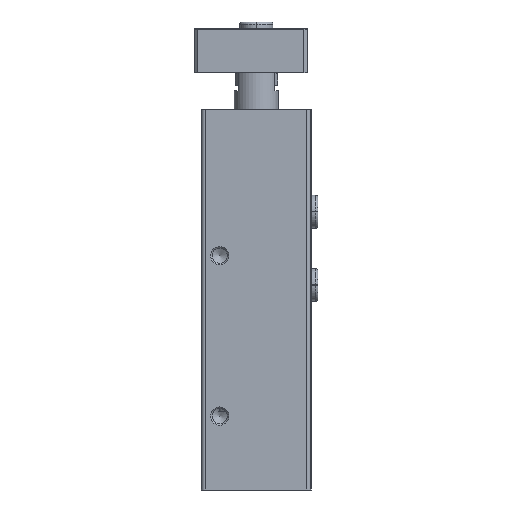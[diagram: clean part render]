
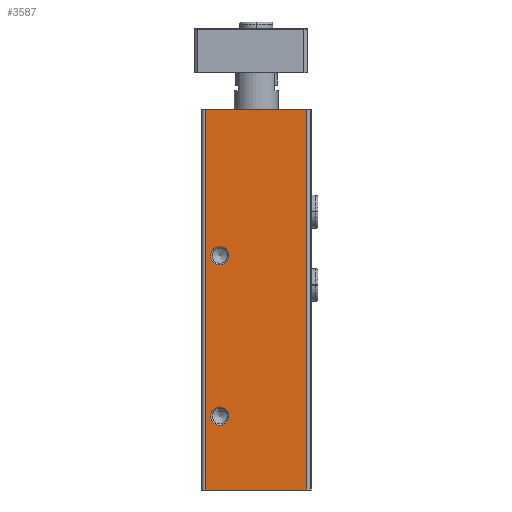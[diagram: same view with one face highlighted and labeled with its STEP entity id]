
A CAD part, left-side view. The second image highlights one B-rep face of the part: STEP entity #3587.
In plain terms, the highlighted planar face has unit normal (-1, 0, 0).
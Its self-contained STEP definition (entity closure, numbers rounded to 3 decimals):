
#63=PLANE('',#3886);
#266=CIRCLE('',#3887,2.5);
#267=CIRCLE('',#3888,2.5);
#465=ORIENTED_EDGE('',*,*,#1440,.T.);
#466=ORIENTED_EDGE('',*,*,#1441,.T.);
#467=ORIENTED_EDGE('',*,*,#1442,.F.);
#468=ORIENTED_EDGE('',*,*,#1443,.F.);
#469=ORIENTED_EDGE('',*,*,#1444,.T.);
#470=ORIENTED_EDGE('',*,*,#1445,.T.);
#1440=EDGE_CURVE('',#1928,#1928,#266,.T.);
#1441=EDGE_CURVE('',#1929,#1929,#267,.T.);
#1442=EDGE_CURVE('',#1930,#1931,#2288,.T.);
#1443=EDGE_CURVE('',#1932,#1930,#2289,.T.);
#1444=EDGE_CURVE('',#1932,#1933,#2290,.T.);
#1445=EDGE_CURVE('',#1933,#1931,#2291,.T.);
#1928=VERTEX_POINT('',#5485);
#1929=VERTEX_POINT('',#5487);
#1930=VERTEX_POINT('',#5489);
#1931=VERTEX_POINT('',#5490);
#1932=VERTEX_POINT('',#5492);
#1933=VERTEX_POINT('',#5494);
#2288=LINE('',#5488,#2545);
#2289=LINE('',#5491,#2546);
#2290=LINE('',#5493,#2547);
#2291=LINE('',#5495,#2548);
#2545=VECTOR('',#4338,1000.);
#2546=VECTOR('',#4339,1000.);
#2547=VECTOR('',#4340,1000.);
#2548=VECTOR('',#4341,1000.);
#2804=EDGE_LOOP('',(#465));
#2805=EDGE_LOOP('',(#466));
#2806=EDGE_LOOP('',(#467,#468,#469,#470));
#3153=FACE_BOUND('',#2804,.T.);
#3154=FACE_BOUND('',#2805,.T.);
#3155=FACE_BOUND('',#2806,.T.);
#3587=ADVANCED_FACE('',(#3153,#3154,#3155),#63,.T.);
#3886=AXIS2_PLACEMENT_3D('',#5483,#4332,#4333);
#3887=AXIS2_PLACEMENT_3D('',#5484,#4334,#4335);
#3888=AXIS2_PLACEMENT_3D('',#5486,#4336,#4337);
#4332=DIRECTION('',(-1.,0.,0.));
#4333=DIRECTION('',(0.,0.,1.));
#4334=DIRECTION('',(1.,0.,0.));
#4335=DIRECTION('',(0.,0.,-1.));
#4336=DIRECTION('',(1.,0.,0.));
#4337=DIRECTION('',(0.,0.,-1.));
#4338=DIRECTION('',(0.,-1.,0.));
#4339=DIRECTION('',(0.,0.,1.));
#4340=DIRECTION('',(0.,-1.,0.));
#4341=DIRECTION('',(0.,0.,1.));
#5483=CARTESIAN_POINT('',(-40.,14.,-104.));
#5484=CARTESIAN_POINT('',(-40.,10.,-83.8));
#5485=CARTESIAN_POINT('',(-40.,10.,-86.3));
#5486=CARTESIAN_POINT('',(-40.,10.,-40.));
#5487=CARTESIAN_POINT('',(-40.,10.,-42.5));
#5488=CARTESIAN_POINT('',(-40.,14.,0.));
#5489=CARTESIAN_POINT('',(-40.,14.,0.));
#5490=CARTESIAN_POINT('',(-40.,-13.8,0.));
#5491=CARTESIAN_POINT('',(-40.,14.,-104.));
#5492=CARTESIAN_POINT('',(-40.,14.,-104.));
#5493=CARTESIAN_POINT('',(-40.,14.,-104.));
#5494=CARTESIAN_POINT('',(-40.,-13.8,-104.));
#5495=CARTESIAN_POINT('',(-40.,-13.8,-104.));
